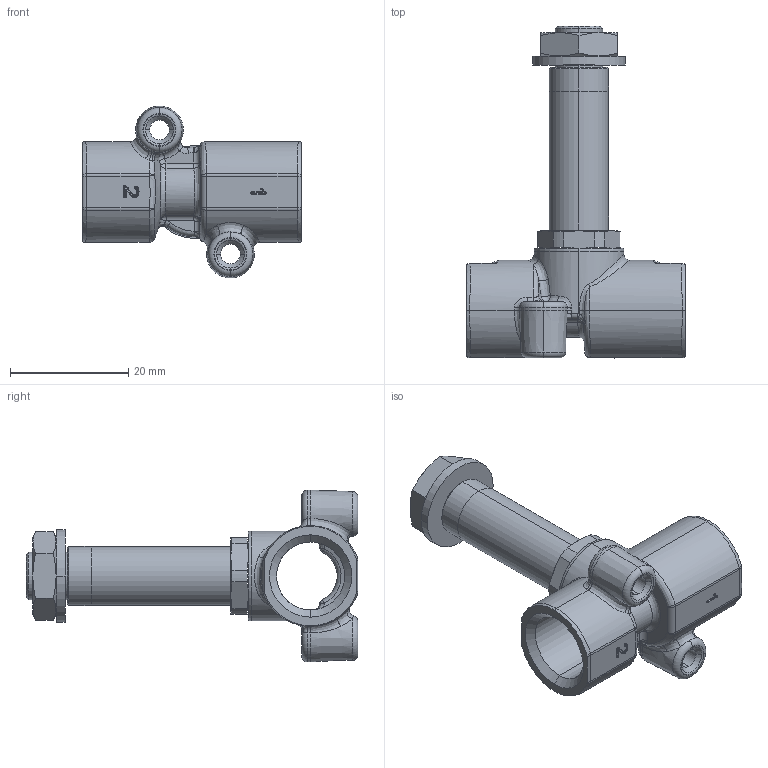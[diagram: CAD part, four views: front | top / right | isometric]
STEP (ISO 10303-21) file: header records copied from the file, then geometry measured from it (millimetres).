
FILE_DESCRIPTION (( 'STEP AP214' ), '1' );
FILE_NAME ('01F03415N0.STEP', '2015-09-09T13:20:35', ( '' ), ( '' ), 'SwSTEP 2.0', 'SolidWorks 2015', '' );
FILE_SCHEMA (( 'AUTOMOTIVE_DESIGN' ));
Length unit declared in the file: millimetre
Products named in the file (1): 01F03415N0
Bounding box: 37 x 56.1 x 29.06 mm (x, y, z)
Surface area: 5725.2 mm2 (no closed solid volume)
Topology: 0 solids, 9 shells, 296 faces, 837 edges, 512 vertices
Faces by surface type: bspline 109, cylinder 72, plane 42, cone 32, torus 29, sphere 12
Entity records: 16508 total; most frequent: CARTESIAN_POINT 6567, ORIENTED_EDGE 1434, DIRECTION 1259, EDGE_CURVE 814, AXIS2_PLACEMENT_3D 537, VERTEX_POINT 512, CIRCLE 349, EDGE_LOOP 310
